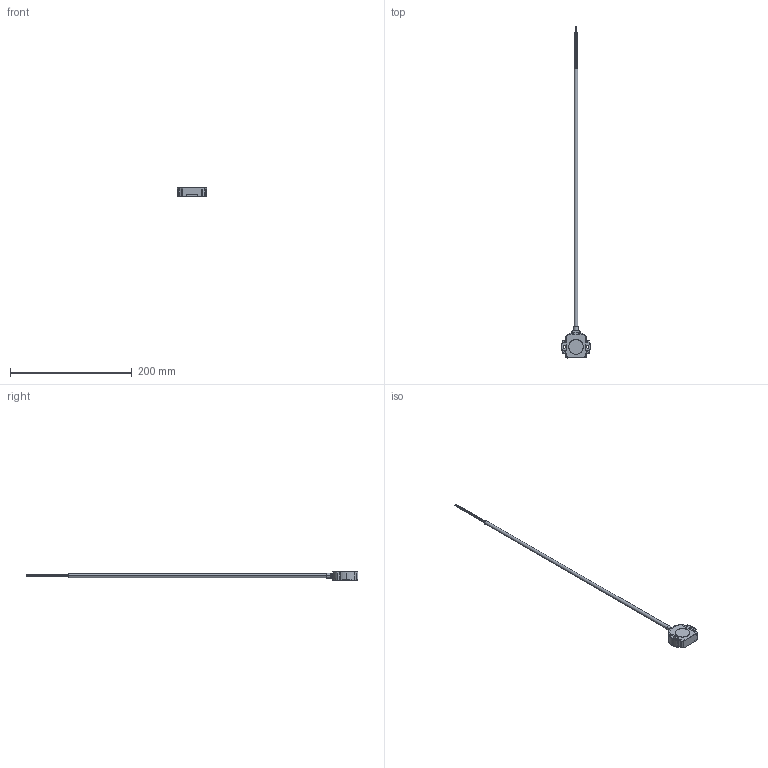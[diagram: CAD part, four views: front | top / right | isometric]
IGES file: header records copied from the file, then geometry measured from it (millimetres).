
Start section: SolidWorks IGES file using analytic representation for surfaces
Global section: file name: RFC-48_-2(48_4)-_ _ _-_ _ _-302.igs; native system: SolidWorks 2020; preprocessor: SolidWorks 2020; author: buerckel; date: 200702.134540; units: millimetre
Bounding box: 47.6 x 544.7 x 13.8 mm (x, y, z)
Surface area: 17532.7 mm2 (no closed solid volume)
Topology: 0 solids, 0 shells, 219 faces, 2853 edges, 2852 vertices
Faces by surface type: bspline 131, revolution 88
